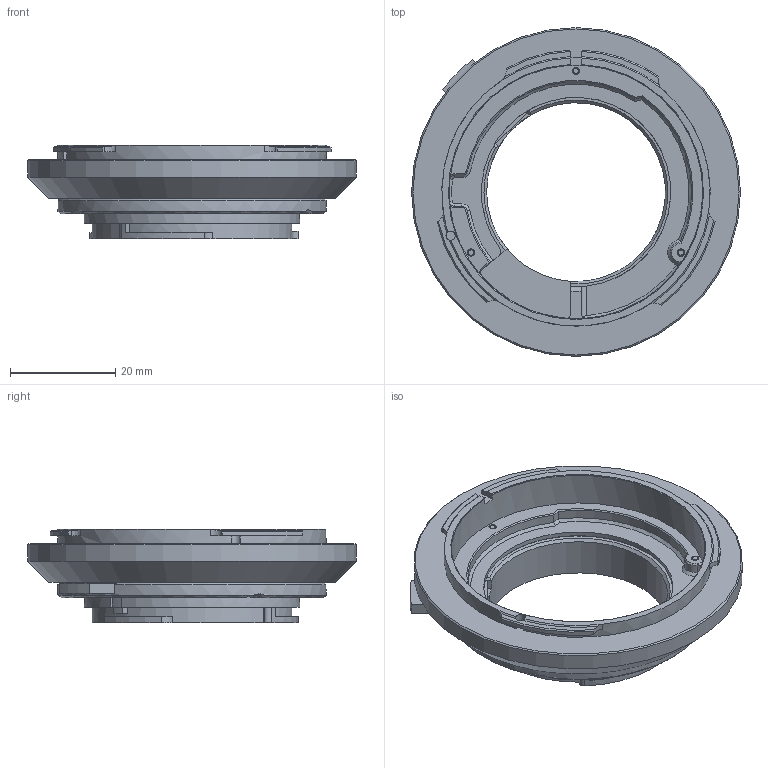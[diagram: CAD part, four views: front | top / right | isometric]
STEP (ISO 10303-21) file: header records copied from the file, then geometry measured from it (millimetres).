
FILE_DESCRIPTION(/* description */ ('Unknown'),/* implementation_level */ '2;1');
FILE_NAME(/* name */ 'dumbBody_CFD_PENF_assembly',/* time_stamp */ '2025-03-07T12:42:40-10:00',/* author */ ('Unknown'),/* organization */ ('Unknown'),/* preprocessor_version */ 'ST-DEVELOPER v18.1',/* originating_system */ 'Solid Edge',/* authorisation */ 'Unknown');
FILE_SCHEMA (('AUTOMOTIVE_DESIGN {1 0 10303 214 3 1 1}'));
Length unit declared in the file: millimetre
Products named in the file (5): dumbAdapter_PENF; M1.6_panHead_5mm; mountLensBase_lensLock_extended_PENF; dumbBody_CFD_PENF; mountLensDumbBody_CFD_PENF
Assembly tree (6 placements, depth 2):
  dumbAdapter_PENF
    M1.6_panHead_5mm  x3
    mountLensBase_lensLock_extended_PENF
    dumbBody_CFD_PENF
    mountLensDumbBody_CFD_PENF
Bounding box: 62.5 x 62.5 x 17.8 mm (x, y, z)
Volume: 14191.7 mm3; surface area: 11856.4 mm2
Topology: 9 solids, 9 shells, 318 faces, 840 edges, 538 vertices
Faces by surface type: plane 151, cylinder 92, cone 58, torus 7, bspline 6, sphere 4
Full cylindrical faces by diameter (mm): 1.4 x3, 1.75 x1, 1.8 x3, 3.203 x3, 34 x1, 48.25 x1, 51 x1, 62.5 x1
Entity records: 11171 total; most frequent: CARTESIAN_POINT 4770, DIRECTION 1351, ORIENTED_EDGE 1284, EDGE_CURVE 642, AXIS2_PLACEMENT_3D 528, VERTEX_POINT 420, EDGE_LOOP 296, FACE_BOUND 296
